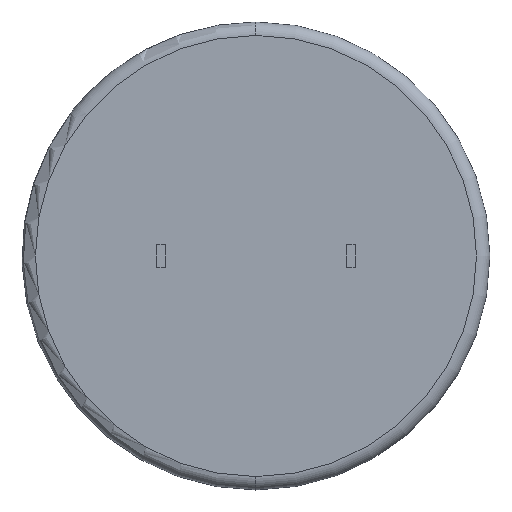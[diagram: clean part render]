
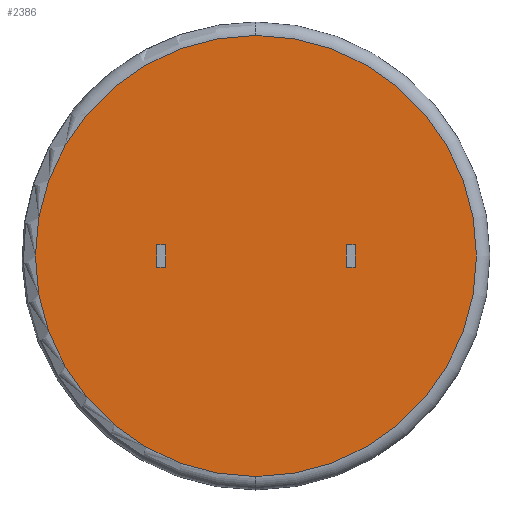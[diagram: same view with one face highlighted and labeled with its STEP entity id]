
A CAD part, front view. The second image highlights one B-rep face of the part: STEP entity #2386.
In plain terms, the highlighted planar face has unit normal (0, -1, 0).
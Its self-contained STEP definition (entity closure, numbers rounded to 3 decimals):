
#34 = VERTEX_POINT ( 'NONE', #106 ) ;
#38 = EDGE_CURVE ( 'NONE', #2082, #2588, #853, .T. ) ;
#77 = DIRECTION ( 'NONE',  ( 0., 0., 1. ) ) ;
#95 = ORIENTED_EDGE ( 'NONE', *, *, #2675, .F. ) ;
#99 = DIRECTION ( 'NONE',  ( -1., 0., 0. ) ) ;
#106 = CARTESIAN_POINT ( 'NONE',  ( -7.15, 0., 0.9 ) ) ;
#108 = ORIENTED_EDGE ( 'NONE', *, *, #2608, .T. ) ;
#119 = FACE_OUTER_BOUND ( 'NONE', #622, .T. ) ;
#122 = ORIENTED_EDGE ( 'NONE', *, *, #1612, .T. ) ;
#145 = ORIENTED_EDGE ( 'NONE', *, *, #1890, .T. ) ;
#169 = VERTEX_POINT ( 'NONE', #1695 ) ;
#190 = FACE_BOUND ( 'NONE', #1300, .T. ) ;
#234 = CARTESIAN_POINT ( 'NONE',  ( 7.15, 0., -0.9 ) ) ;
#242 = VERTEX_POINT ( 'NONE', #709 ) ;
#254 = LINE ( 'NONE', #234, #563 ) ;
#264 = CARTESIAN_POINT ( 'NONE',  ( -7.85, 0., 0. ) ) ;
#273 = CARTESIAN_POINT ( 'NONE',  ( -7.85, 0., 0.9 ) ) ;
#289 = CARTESIAN_POINT ( 'NONE',  ( 0., 0., 0. ) ) ;
#311 = ORIENTED_EDGE ( 'NONE', *, *, #465, .T. ) ;
#313 = CARTESIAN_POINT ( 'NONE',  ( -7.85, 0., 0.9 ) ) ;
#323 = VECTOR ( 'NONE', #99, 1000. ) ;
#349 = CARTESIAN_POINT ( 'NONE',  ( -7.85, 0., -0.9 ) ) ;
#360 = LINE ( 'NONE', #273, #2763 ) ;
#386 = EDGE_CURVE ( 'NONE', #242, #526, #951, .T. ) ;
#444 = CARTESIAN_POINT ( 'NONE',  ( 0., 0., -17.436 ) ) ;
#454 = DIRECTION ( 'NONE',  ( 1., 0., 0. ) ) ;
#465 = EDGE_CURVE ( 'NONE', #34, #169, #2135, .T. ) ;
#511 = ORIENTED_EDGE ( 'NONE', *, *, #386, .F. ) ;
#513 = DIRECTION ( 'NONE',  ( 1., 0., 0. ) ) ;
#526 = VERTEX_POINT ( 'NONE', #1024 ) ;
#557 = PLANE ( 'NONE',  #1409 ) ;
#558 = DIRECTION ( 'NONE',  ( 0., 0., 1. ) ) ;
#563 = VECTOR ( 'NONE', #2348, 1000. ) ;
#622 = EDGE_LOOP ( 'NONE', ( #122, #108 ) ) ;
#625 = CARTESIAN_POINT ( 'NONE',  ( 0., 0., 0. ) ) ;
#709 = CARTESIAN_POINT ( 'NONE',  ( 7.85, 0., -0.9 ) ) ;
#734 = VECTOR ( 'NONE', #77, 1000. ) ;
#740 = DIRECTION ( 'NONE',  ( 0., 1., 0. ) ) ;
#749 = DIRECTION ( 'NONE',  ( 0., 0., 1. ) ) ;
#797 = VECTOR ( 'NONE', #749, 1000. ) ;
#844 = ORIENTED_EDGE ( 'NONE', *, *, #2409, .F. ) ;
#853 = LINE ( 'NONE', #264, #734 ) ;
#922 = DIRECTION ( 'NONE',  ( 0., 0., 1. ) ) ;
#951 = LINE ( 'NONE', #1152, #797 ) ;
#1022 = DIRECTION ( 'NONE',  ( 0., -1., 0. ) ) ;
#1024 = CARTESIAN_POINT ( 'NONE',  ( 7.85, 0., 0.9 ) ) ;
#1108 = CARTESIAN_POINT ( 'NONE',  ( 0., 0., 17.436 ) ) ;
#1112 = CARTESIAN_POINT ( 'NONE',  ( 7.15, 0., 0.9 ) ) ;
#1136 = CIRCLE ( 'NONE', #1955, 17.436 ) ;
#1152 = CARTESIAN_POINT ( 'NONE',  ( 7.85, 0., 0. ) ) ;
#1161 = DIRECTION ( 'NONE',  ( 0., 0., -1. ) ) ;
#1166 = CARTESIAN_POINT ( 'NONE',  ( 0., 0., 0. ) ) ;
#1214 = CARTESIAN_POINT ( 'NONE',  ( 7.15, 0., -0.9 ) ) ;
#1241 = VERTEX_POINT ( 'NONE', #444 ) ;
#1300 = EDGE_LOOP ( 'NONE', ( #2746, #844, #511, #2736 ) ) ;
#1390 = CARTESIAN_POINT ( 'NONE',  ( -7.85, 0., -0.9 ) ) ;
#1409 = AXIS2_PLACEMENT_3D ( 'NONE', #289, #740, #922 ) ;
#1415 = DIRECTION ( 'NONE',  ( 0., -1., 0. ) ) ;
#1426 = EDGE_CURVE ( 'NONE', #1707, #1628, #2195, .T. ) ;
#1449 = FACE_BOUND ( 'NONE', #1715, .T. ) ;
#1518 = VERTEX_POINT ( 'NONE', #1108 ) ;
#1586 = AXIS2_PLACEMENT_3D ( 'NONE', #1166, #1415, #558 ) ;
#1612 = EDGE_CURVE ( 'NONE', #1518, #1241, #1136, .T. ) ;
#1628 = VERTEX_POINT ( 'NONE', #2519 ) ;
#1637 = CARTESIAN_POINT ( 'NONE',  ( 7.15, 0., 0.9 ) ) ;
#1675 = DIRECTION ( 'NONE',  ( 0., 0., -1. ) ) ;
#1695 = CARTESIAN_POINT ( 'NONE',  ( -7.15, 0., -0.9 ) ) ;
#1707 = VERTEX_POINT ( 'NONE', #1637 ) ;
#1715 = EDGE_LOOP ( 'NONE', ( #2307, #145, #311, #95 ) ) ;
#1800 = VECTOR ( 'NONE', #1675, 1000. ) ;
#1852 = EDGE_CURVE ( 'NONE', #1628, #242, #254, .T. ) ;
#1890 = EDGE_CURVE ( 'NONE', #2588, #34, #360, .T. ) ;
#1955 = AXIS2_PLACEMENT_3D ( 'NONE', #625, #1022, #2544 ) ;
#1982 = CIRCLE ( 'NONE', #1586, 17.436 ) ;
#1996 = CARTESIAN_POINT ( 'NONE',  ( -7.15, 0., 0.9 ) ) ;
#2082 = VERTEX_POINT ( 'NONE', #1390 ) ;
#2135 = LINE ( 'NONE', #1996, #2583 ) ;
#2149 = VECTOR ( 'NONE', #513, 1000. ) ;
#2195 = LINE ( 'NONE', #1214, #1800 ) ;
#2307 = ORIENTED_EDGE ( 'NONE', *, *, #38, .T. ) ;
#2348 = DIRECTION ( 'NONE',  ( 1., 0., 0. ) ) ;
#2386 = ADVANCED_FACE ( 'NONE', ( #119, #1449, #190 ), #557, .F. ) ;
#2409 = EDGE_CURVE ( 'NONE', #526, #1707, #2540, .T. ) ;
#2519 = CARTESIAN_POINT ( 'NONE',  ( 7.15, 0., -0.9 ) ) ;
#2540 = LINE ( 'NONE', #1112, #323 ) ;
#2544 = DIRECTION ( 'NONE',  ( 0., 0., 1. ) ) ;
#2583 = VECTOR ( 'NONE', #1161, 1000. ) ;
#2588 = VERTEX_POINT ( 'NONE', #313 ) ;
#2608 = EDGE_CURVE ( 'NONE', #1241, #1518, #1982, .T. ) ;
#2675 = EDGE_CURVE ( 'NONE', #2082, #169, #2678, .T. ) ;
#2678 = LINE ( 'NONE', #349, #2149 ) ;
#2736 = ORIENTED_EDGE ( 'NONE', *, *, #1852, .F. ) ;
#2746 = ORIENTED_EDGE ( 'NONE', *, *, #1426, .F. ) ;
#2763 = VECTOR ( 'NONE', #454, 1000. ) ;
